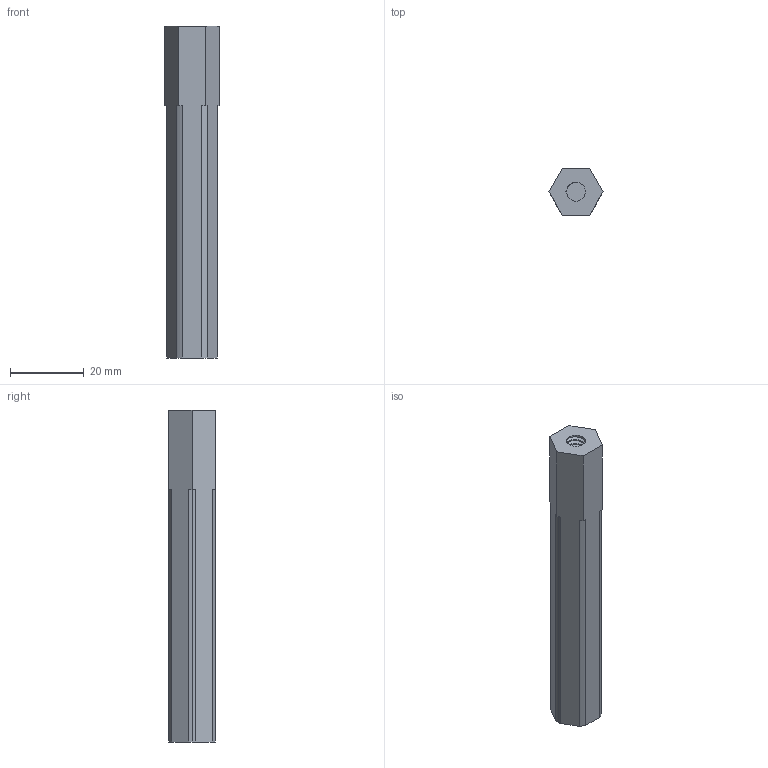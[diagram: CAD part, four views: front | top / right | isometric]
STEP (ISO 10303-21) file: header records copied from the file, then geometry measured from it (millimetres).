
FILE_DESCRIPTION (( 'STEP AP203' ), '1' );
FILE_NAME ('4400-23-P-0104 (2 Piezas) MS.STEP', '2023-02-24T08:44:14', ( '' ), ( '' ), 'SwSTEP 2.0', 'SolidWorks 2022', '' );
FILE_SCHEMA (( 'CONFIG_CONTROL_DESIGN' ));
Length unit declared in the file: inch
Products named in the file (1): 4400-23-P-0104 (2 Piezas) MS
Bounding box: 14.66 x 12.7 x 89.79 mm (x, y, z)
Volume: 11411.6 mm3; surface area: 5257.9 mm2
Topology: 1 solids, 1 shells, 99 faces, 271 edges, 176 vertices
Faces by surface type: cylinder 73, plane 20, bspline 6
Entity records: 7560 total; most frequent: CARTESIAN_POINT 5353, ORIENTED_EDGE 542, DIRECTION 357, EDGE_CURVE 271, VERTEX_POINT 176, VECTOR 121, LINE 121, AXIS2_PLACEMENT_3D 118
